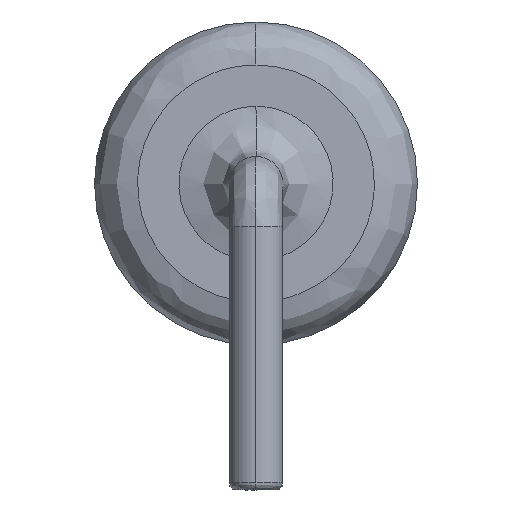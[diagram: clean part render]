
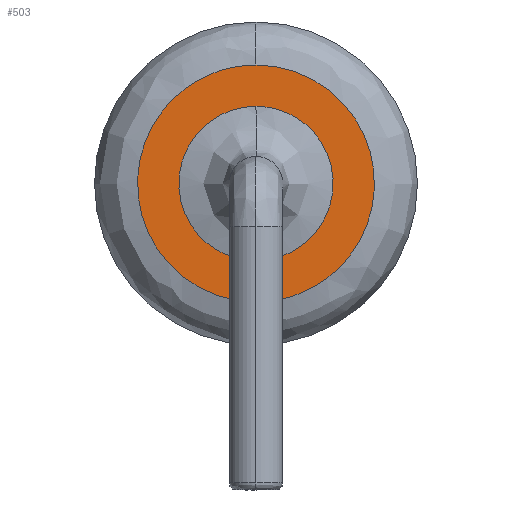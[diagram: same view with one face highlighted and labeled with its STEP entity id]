
A CAD part, left-side view. The second image highlights one B-rep face of the part: STEP entity #503.
In plain terms, the highlighted planar face has unit normal (-1, 0, 0).
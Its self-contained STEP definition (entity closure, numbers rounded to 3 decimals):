
#503 = ADVANCED_FACE ( 'NONE', ( #5008, #8191 ), #901, .F. ) ;
#901 = PLANE ( 'NONE',  #10505 ) ;
#1331 = CARTESIAN_POINT ( 'NONE',  ( -5.5, 0., 1.195 ) ) ;
#1446 = CARTESIAN_POINT ( 'NONE',  ( -5.5, 2.15, 3.345 ) ) ;
#1476 = EDGE_CURVE ( 'NONE', #8478, #5737, #8158, .T. ) ;
#1797 =( BOUNDED_CURVE ( )  B_SPLINE_CURVE ( 3, ( #10418, #1446, #5498, #3417 ),
 .UNSPECIFIED., .F., .T. ) 
 B_SPLINE_CURVE_WITH_KNOTS ( ( 4, 4 ),
 ( 0., 1. ),
 .UNSPECIFIED. ) 
 CURVE ( )  GEOMETRIC_REPRESENTATION_ITEM ( )  RATIONAL_B_SPLINE_CURVE ( ( 1., 0.333, 0.333, 1. ) ) 
 REPRESENTATION_ITEM ( '' )  );
#2079 = EDGE_LOOP ( 'NONE', ( #11731, #7685 ) ) ;
#2341 = CARTESIAN_POINT ( 'NONE',  ( -5.5, 0., 3.92 ) ) ;
#2541 = CARTESIAN_POINT ( 'NONE',  ( -5.5, -3.3, 0.62 ) ) ;
#3121 = ORIENTED_EDGE ( 'NONE', *, *, #12032, .F. ) ;
#3203 = VERTEX_POINT ( 'NONE', #6866 ) ;
#3340 = CARTESIAN_POINT ( 'NONE',  ( -5.5, 0., 0.62 ) ) ;
#3417 = CARTESIAN_POINT ( 'NONE',  ( -5.5, 0., 1.195 ) ) ;
#3484 = EDGE_CURVE ( 'NONE', #3203, #6761, #9518, .T. ) ;
#3804 = CARTESIAN_POINT ( 'NONE',  ( -5.5, -3.3, 3.92 ) ) ;
#4938 = CARTESIAN_POINT ( 'NONE',  ( -5.5, 0., 2.27 ) ) ;
#5008 = FACE_OUTER_BOUND ( 'NONE', #5895, .T. ) ;
#5498 = CARTESIAN_POINT ( 'NONE',  ( -5.5, 2.15, 1.195 ) ) ;
#5516 = CARTESIAN_POINT ( 'NONE',  ( -5.5, -2.15, 1.195 ) ) ;
#5737 = VERTEX_POINT ( 'NONE', #8633 ) ;
#5856 = CARTESIAN_POINT ( 'NONE',  ( -5.5, 0., 3.92 ) ) ;
#5895 = EDGE_LOOP ( 'NONE', ( #12362, #3121 ) ) ;
#6761 = VERTEX_POINT ( 'NONE', #5856 ) ;
#6866 = CARTESIAN_POINT ( 'NONE',  ( -5.5, 0., 0.62 ) ) ;
#6871 = CARTESIAN_POINT ( 'NONE',  ( -5.5, 0., 0.62 ) ) ;
#7402 = CARTESIAN_POINT ( 'NONE',  ( -5.5, 3.3, 0.62 ) ) ;
#7500 = CARTESIAN_POINT ( 'NONE',  ( -5.5, -2.15, 3.345 ) ) ;
#7685 = ORIENTED_EDGE ( 'NONE', *, *, #7826, .F. ) ;
#7826 = EDGE_CURVE ( 'NONE', #5737, #8478, #1797, .T. ) ;
#7866 = CARTESIAN_POINT ( 'NONE',  ( -5.5, 0., 3.92 ) ) ;
#8124 = DIRECTION ( 'NONE',  ( 1., 0., 0. ) ) ;
#8158 =( BOUNDED_CURVE ( )  B_SPLINE_CURVE ( 3, ( #10509, #5516, #7500, #12572 ),
 .UNSPECIFIED., .F., .T. ) 
 B_SPLINE_CURVE_WITH_KNOTS ( ( 4, 4 ),
 ( 0., 1. ),
 .UNSPECIFIED. ) 
 CURVE ( )  GEOMETRIC_REPRESENTATION_ITEM ( )  RATIONAL_B_SPLINE_CURVE ( ( 1., 0.333, 0.333, 1. ) ) 
 REPRESENTATION_ITEM ( '' )  );
#8191 = FACE_BOUND ( 'NONE', #2079, .T. ) ;
#8478 = VERTEX_POINT ( 'NONE', #1331 ) ;
#8633 = CARTESIAN_POINT ( 'NONE',  ( -5.5, 0., 3.345 ) ) ;
#9518 =( BOUNDED_CURVE ( )  B_SPLINE_CURVE ( 3, ( #3340, #7402, #11471, #2341 ),
 .UNSPECIFIED., .F., .T. ) 
 B_SPLINE_CURVE_WITH_KNOTS ( ( 4, 4 ),
 ( 0., 1. ),
 .UNSPECIFIED. ) 
 CURVE ( )  GEOMETRIC_REPRESENTATION_ITEM ( )  RATIONAL_B_SPLINE_CURVE ( ( 1., 0.333, 0.333, 1. ) ) 
 REPRESENTATION_ITEM ( '' )  );
#10418 = CARTESIAN_POINT ( 'NONE',  ( -5.5, 0., 3.345 ) ) ;
#10505 = AXIS2_PLACEMENT_3D ( 'NONE', #4938, #8124, #13072 ) ;
#10509 = CARTESIAN_POINT ( 'NONE',  ( -5.5, 0., 1.195 ) ) ;
#11471 = CARTESIAN_POINT ( 'NONE',  ( -5.5, 3.3, 3.92 ) ) ;
#11667 =( BOUNDED_CURVE ( )  B_SPLINE_CURVE ( 3, ( #7866, #3804, #2541, #6871 ),
 .UNSPECIFIED., .F., .T. ) 
 B_SPLINE_CURVE_WITH_KNOTS ( ( 4, 4 ),
 ( 0., 1. ),
 .UNSPECIFIED. ) 
 CURVE ( )  GEOMETRIC_REPRESENTATION_ITEM ( )  RATIONAL_B_SPLINE_CURVE ( ( 1., 0.333, 0.333, 1. ) ) 
 REPRESENTATION_ITEM ( '' )  );
#11731 = ORIENTED_EDGE ( 'NONE', *, *, #1476, .F. ) ;
#12032 = EDGE_CURVE ( 'NONE', #6761, #3203, #11667, .T. ) ;
#12362 = ORIENTED_EDGE ( 'NONE', *, *, #3484, .F. ) ;
#12572 = CARTESIAN_POINT ( 'NONE',  ( -5.5, 0., 3.345 ) ) ;
#13072 = DIRECTION ( 'NONE',  ( 0., 0., -1. ) ) ;
